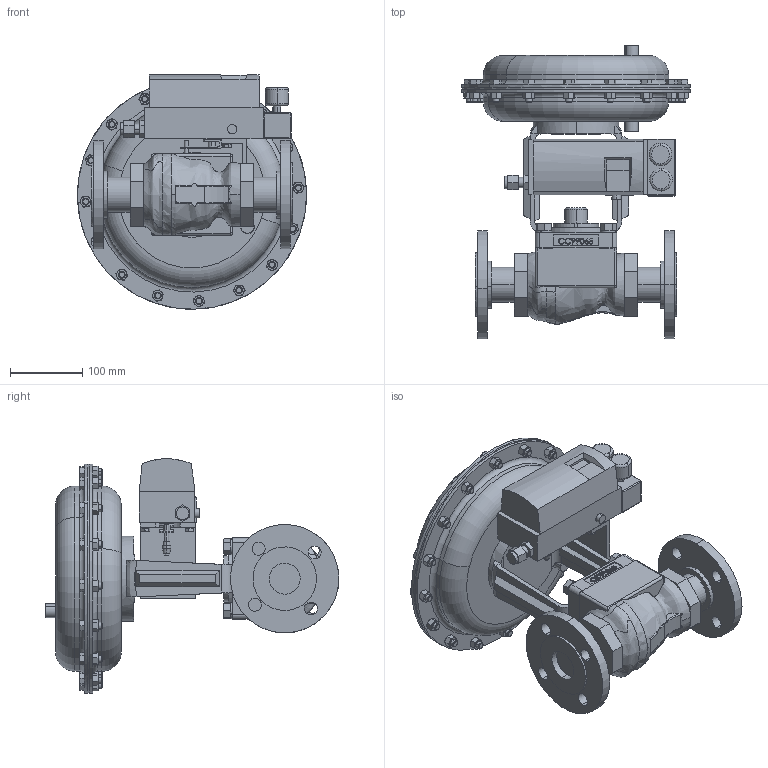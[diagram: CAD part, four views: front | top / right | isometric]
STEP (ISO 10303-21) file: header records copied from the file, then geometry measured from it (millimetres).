
FILE_DESCRIPTION (( 'STEP AP203' ), '1' );
FILE_NAME ('78SP-150-BR+CS+S6-F6-55M-16IQ.step', '2017-09-25T17:11:07', ( '' ), ( '' ), 'SwSTEP 2.0', 'SolidWorks 2014', '' );
FILE_SCHEMA (( 'CONFIG_CONTROL_DESIGN' ));
Products named in the file (1): 78SP-150-BR+CS+S6-F6-55M-16IQ
Bounding box: 317.42 x 407.02 x 324.8 mm (x, y, z)
Volume: 8441116.2 mm3; surface area: 756960.6 mm2
Topology: 4 solids, 4 shells, 1445 faces, 3461 edges, 2197 vertices
Faces by surface type: plane 667, cone 372, cylinder 268, bspline 106, torus 30, sphere 2
Entity records: 55881 total; most frequent: CARTESIAN_POINT 23692, ORIENTED_EDGE 6914, DIRECTION 6102, EDGE_CURVE 3457, AXIS2_PLACEMENT_3D 2297, VERTEX_POINT 2197, EDGE_LOOP 1658, VECTOR 1508
